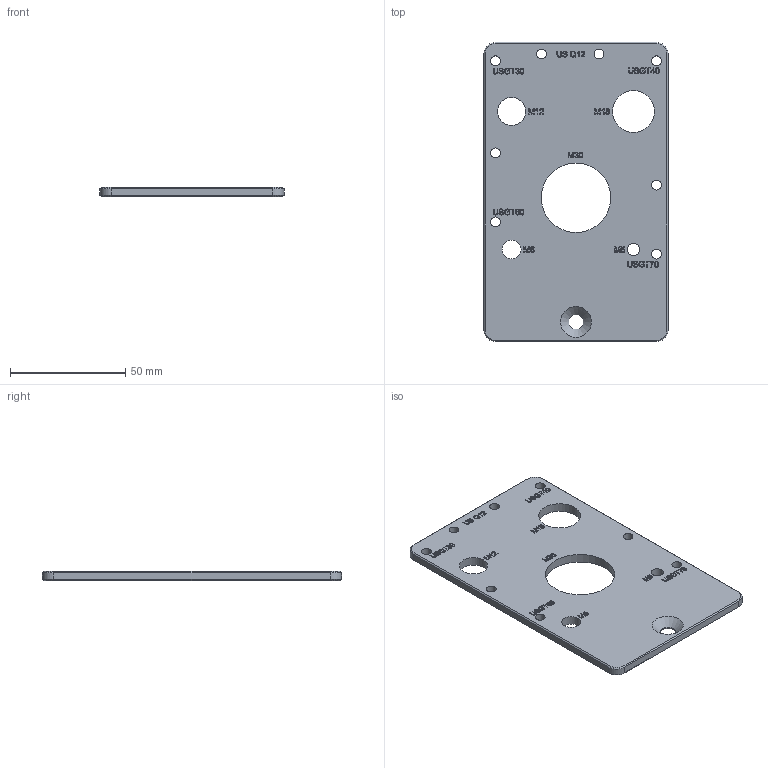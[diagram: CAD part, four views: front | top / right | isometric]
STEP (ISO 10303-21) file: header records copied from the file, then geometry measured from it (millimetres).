
FILE_DESCRIPTION(/* description */ ('Adapterplatte US'),/* implementation_level */ '2;1');
FILE_NAME(/* name */ 'UBT-KU-PH-MP-US.stp',/* time_stamp */ '2024-08-23T08:41:44+02:00',/* author */ ('ck'),/* organization */ ('di-soric GmbH & Co. KG'),/* preprocessor_version */ 'ST-DEVELOPER v20',/* originating_system */ 'Autodesk Inventor 2024',/* authorisation */ '');
FILE_SCHEMA (('AUTOMOTIVE_DESIGN { 1 0 10303 214 3 1 1 }'));
Length unit declared in the file: millimetre
Products named in the file (1): 590.0539.221
Bounding box: 80 x 130 x 4 mm (x, y, z)
Volume: 35970.4 mm3; surface area: 20972.9 mm2
Topology: 1 solids, 1 shells, 625 faces, 1690 edges, 1121 vertices
Faces by surface type: bspline 311, plane 287, cylinder 18, cone 9
Full cylindrical faces by diameter (mm): 4.3 x8, 5.2 x1, 6.5 x1, 8.2 x1, 12.2 x1, 18.2 x1, 30.2 x1
Entity records: 22549 total; most frequent: CARTESIAN_POINT 8831, ORIENTED_EDGE 3380, DIRECTION 1743, EDGE_CURVE 1690, VERTEX_POINT 1121, LINE 1023, VECTOR 1023, EDGE_LOOP 707
